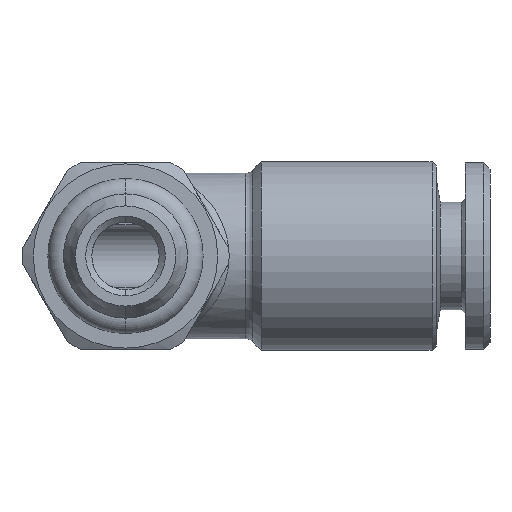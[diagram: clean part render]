
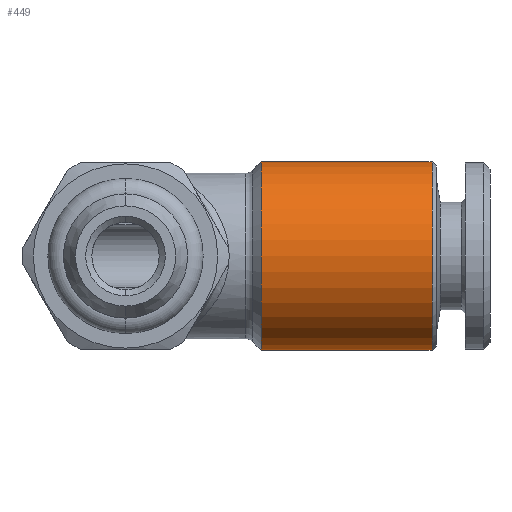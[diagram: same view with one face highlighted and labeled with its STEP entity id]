
A CAD part, front view. The second image highlights one B-rep face of the part: STEP entity #449.
In plain terms, the highlighted cylindrical face has radius 4.55 mm (diameter 9.1 mm), a partial arc.
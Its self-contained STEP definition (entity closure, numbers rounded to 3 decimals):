
#293 = VERTEX_POINT ( 'NONE', #2038 ) ;
#321 = VERTEX_POINT ( 'NONE', #2083 ) ;
#335 = VERTEX_POINT ( 'NONE', #2118 ) ;
#385 = EDGE_CURVE ( 'NONE', #335, #1046, #890, .T. ) ;
#437 = ORIENTED_EDGE ( 'NONE', *, *, #1060, .F. ) ;
#447 = EDGE_LOOP ( 'NONE', ( #437, #462, #458, #464 ) ) ;
#449 = ADVANCED_FACE ( 'NONE', ( #1329 ), #1311, .T. ) ;
#458 = ORIENTED_EDGE ( 'NONE', *, *, #1033, .T. ) ;
#459 = EDGE_CURVE ( 'NONE', #321, #293, #1360, .T. ) ;
#462 = ORIENTED_EDGE ( 'NONE', *, *, #459, .T. ) ;
#464 = ORIENTED_EDGE ( 'NONE', *, *, #385, .T. ) ;
#885 = DIRECTION ( 'NONE',  ( 0., 0., -1. ) ) ;
#887 = DIRECTION ( 'NONE',  ( 1., 0., 0. ) ) ;
#888 = CARTESIAN_POINT ( 'NONE',  ( 6.55, 0., 0. ) ) ;
#889 = AXIS2_PLACEMENT_3D ( 'NONE', #888, #887, #885 ) ;
#890 = CIRCLE ( 'NONE', #889, 4.55 ) ;
#1033 = EDGE_CURVE ( 'NONE', #293, #335, #2697, .T. ) ;
#1046 = VERTEX_POINT ( 'NONE', #2744 ) ;
#1060 = EDGE_CURVE ( 'NONE', #321, #1046, #2848, .T. ) ;
#1303 = AXIS2_PLACEMENT_3D ( 'NONE', #1315, #1314, #1313 ) ;
#1311 = CYLINDRICAL_SURFACE ( 'NONE', #1303, 4.55 ) ;
#1313 = DIRECTION ( 'NONE',  ( 0., 0., 1. ) ) ;
#1314 = DIRECTION ( 'NONE',  ( -1., 0., 0. ) ) ;
#1315 = CARTESIAN_POINT ( 'NONE',  ( 0., 0., 0. ) ) ;
#1329 = FACE_OUTER_BOUND ( 'NONE', #447, .T. ) ;
#1360 = CIRCLE ( 'NONE', #1393, 4.55 ) ;
#1390 = DIRECTION ( 'NONE',  ( 0., 0., 1. ) ) ;
#1391 = DIRECTION ( 'NONE',  ( -1., 0., 0. ) ) ;
#1392 = CARTESIAN_POINT ( 'NONE',  ( 14.8, 0., 0. ) ) ;
#1393 = AXIS2_PLACEMENT_3D ( 'NONE', #1392, #1391, #1390 ) ;
#2038 = CARTESIAN_POINT ( 'NONE',  ( 14.8, 0., 4.55 ) ) ;
#2083 = CARTESIAN_POINT ( 'NONE',  ( 14.8, 0., -4.55 ) ) ;
#2118 = CARTESIAN_POINT ( 'NONE',  ( 6.55, 0., 4.55 ) ) ;
#2695 = VECTOR ( 'NONE', #2757, 1000. ) ;
#2696 = CARTESIAN_POINT ( 'NONE',  ( 0., 0., 4.55 ) ) ;
#2697 = LINE ( 'NONE', #2696, #2695 ) ;
#2744 = CARTESIAN_POINT ( 'NONE',  ( 6.55, 0., -4.55 ) ) ;
#2757 = DIRECTION ( 'NONE',  ( -1., 0., 0. ) ) ;
#2810 = VECTOR ( 'NONE', #2813, 1000. ) ;
#2813 = DIRECTION ( 'NONE',  ( -1., 0., 0. ) ) ;
#2848 = LINE ( 'NONE', #2849, #2810 ) ;
#2849 = CARTESIAN_POINT ( 'NONE',  ( 0., 0., -4.55 ) ) ;
